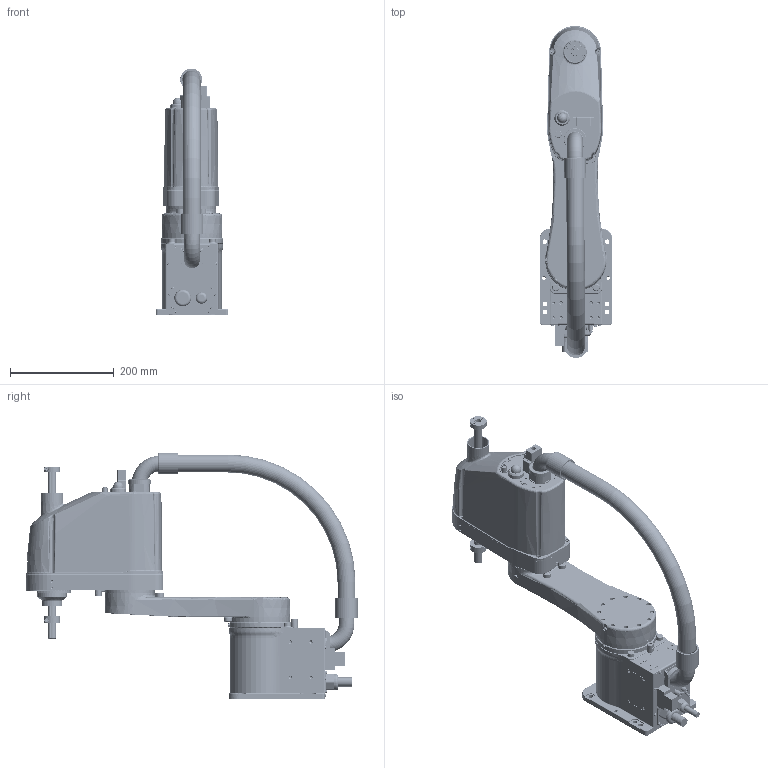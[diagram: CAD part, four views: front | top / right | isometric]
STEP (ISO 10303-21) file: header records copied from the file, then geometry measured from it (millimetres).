
FILE_DESCRIPTION (( 'STEP AP203' ), '1' );
FILE_NAME ('TM5A-R400拸logo杅耀.STEP', '2021-06-08T03:10:17', ( '' ), ( '' ), 'SwSTEP 2.0', 'SolidWorks 2017', '' );
FILE_SCHEMA (( 'CONFIG_CONTROL_DESIGN' ));
Length unit declared in the file: millimetre
Products named in the file (7): TM5A-R400-03 苤旋窒煦; 01-03-31 豪瑩藺傷滅誘褲; TM5_佪裝豪瑩粣郪璃-S; TM5A-R400-01 菁釱窒煦; TM5A-R400 檢奪 ; TM5A-R400拸logo杅耀; TM5A-R400-02 湮旋窒煦
Assembly tree (6 placements, depth 2):
  TM5A-R400拸logo杅耀
    TM5A-R400-01 菁釱窒煦
    TM5A-R400-02 湮旋窒煦
    TM5A-R400-03 苤旋窒煦
    01-03-31 豪瑩藺傷滅誘褲
    TM5_佪裝豪瑩粣郪璃-S
    TM5A-R400 檢奪 
Bounding box: 140 x 638.99 x 475.2 mm (x, y, z)
Volume: 7861606.6 mm3; surface area: 1173689.1 mm2
Topology: 93 solids, 94 shells, 4707 faces, 11646 edges, 7347 vertices
Faces by surface type: plane 2165, cylinder 1135, bspline 644, cone 461, torus 271, sphere 31
Full cylindrical faces by diameter (mm): 1 x30, 2.5 x41, 3 x32, 3.1 x4, 3.2 x6, 3.3 x52, 3.4 x22, 3.5 x34, 4 x8, 4.2 x4, 4.3 x5, 4.5 x31, 4.8 x4, 5 x4, 5.5 x24, 5.8 x6, 6 x11, 6.2 x6, 6.8 x1, 7 x6, 7.3 x8, 7.8 x3, 8 x4, 8.3 x4, 8.5 x12, 9 x15, 9.2 x1, 9.5 x5, 10 x5, 10.3 x8
Entity records: 179484 total; most frequent: CARTESIAN_POINT 75441, ORIENTED_EDGE 21094, DIRECTION 19937, EDGE_CURVE 10547, AXIS2_PLACEMENT_3D 7331, VERTEX_POINT 7116, EDGE_LOOP 6109, VECTOR 5275
